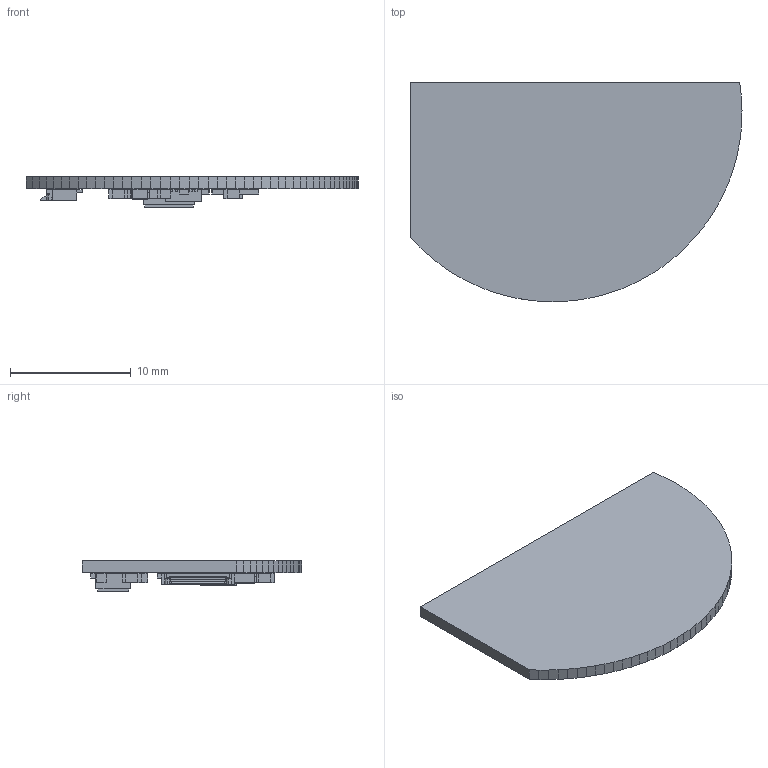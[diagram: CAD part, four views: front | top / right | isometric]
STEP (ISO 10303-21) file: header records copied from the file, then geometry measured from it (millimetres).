
FILE_DESCRIPTION(('KiCad electronic assembly'),'2;1');
FILE_NAME('PCB.step','2024-03-03T10:44:57',('Pcbnew'),('Kicad'), 'Open CASCADE STEP processor 7.7','KiCad to STEP converter','Unknown' );
FILE_SCHEMA(('AUTOMOTIVE_DESIGN { 1 0 10303 214 1 1 1 1 }'));
Length unit declared in the file: millimetre
Products named in the file (14): PCB 1; FH19C-8S-0.5SH; FH19C-8S-0.5SH_Èª; R_0603_1608Metric; C_0603_1608Metric; QFN-24-1EP_3x3mm_P0.4mm_EP1.75x1.6mm; QFN-24-1EP_3x3mm_Pitch0.4mm; ABS07-32.768KHZ-6-T; ABS07; MAXM86161; maxim_90-100106; _autosave-ZSWatch-HeartRate PCB
Assembly tree (24 placements, depth 3):
  PCB 1
    FH19C-8S-0.5SH
      FH19C-8S-0.5SH_Èª
    R_0603_1608Metric  x6
      R_0603_1608Metric
    C_0603_1608Metric  x7
      C_0603_1608Metric
    QFN-24-1EP_3x3mm_P0.4mm_EP1.75x1.6mm
      QFN-24-1EP_3x3mm_Pitch0.4mm
    ABS07-32.768KHZ-6-T
      ABS07
    MAXM86161
      maxim_90-100106
    _autosave-ZSWatch-HeartRate PCB
Bounding box: 27.52 x 18.19 x 2.53 mm (x, y, z)
Volume: 452.8 mm3; surface area: 1181.8 mm2
Topology: 17 solids, 18 shells, 1008 faces, 2799 edges, 1864 vertices
Faces by surface type: plane 726, cylinder 243, bspline 39
Full cylindrical faces by diameter (mm): 0.5 x1
Entity records: 55824 total; most frequent: CARTESIAN_POINT 13179, DIRECTION 7232, LINE 5263, VECTOR 5263, ORIENTED_EDGE 4054, PCURVE 4054, DEFINITIONAL_REPRESENTATION 4054, EDGE_CURVE 2027
